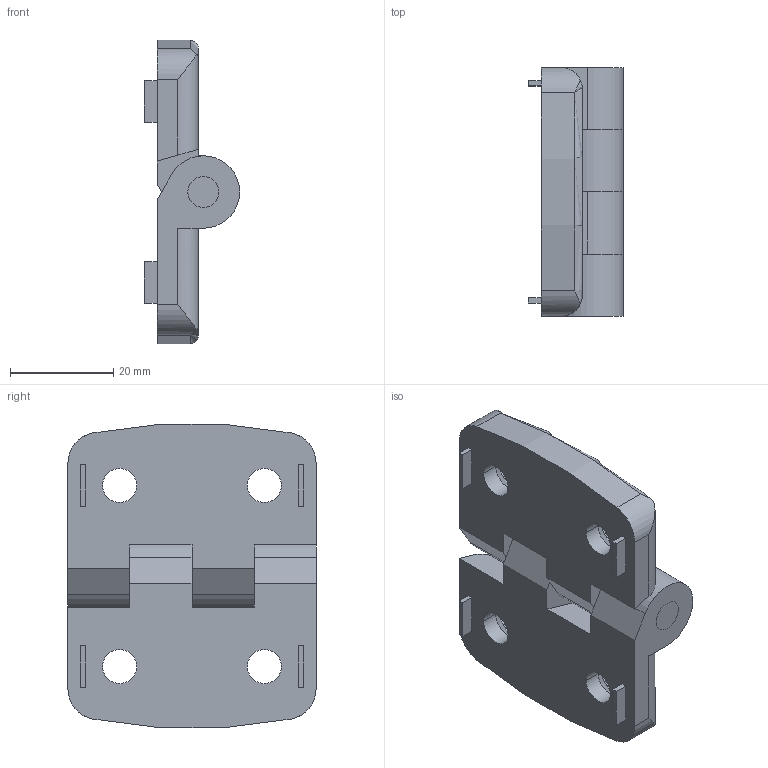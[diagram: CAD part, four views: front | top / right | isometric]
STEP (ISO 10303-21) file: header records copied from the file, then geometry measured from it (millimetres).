
FILE_DESCRIPTION((''),'2;1');
FILE_NAME('12102_TECAJ_PA_30X30_ASM','2022-09-19T08:00:24',('PredragRovcanin'),('Audax d.o.o.'),'CREO PARAMETRIC BY PTC INC, 2020281','CREO PARAMETRIC BY PTC INC, 2020281','');
FILE_SCHEMA(('AP242_MANAGED_MODEL_BASED_3D_ENGINEERING_MIM_LF { 1 0 10303 442 1 1 4 }'));
Length unit declared in the file: millimetre
Products named in the file (3): 12102_TECAJ_PA_30X30_A; 12102_TECAJ_PA_30X30_B; 12102_TECAJ_PA_30X30_ASM
Assembly tree (3 placements, depth 2):
  12102_TECAJ_PA_30X30_ASM
    12102_TECAJ_PA_30X30_A  x2
    12102_TECAJ_PA_30X30_B
Bounding box: 18.4 x 48 x 58.59 mm (x, y, z)
Volume: 22311 mm3; surface area: 11276.6 mm2
Topology: 3 solids, 3 shells, 98 faces, 281 edges, 210 vertices
Faces by surface type: plane 48, cylinder 40, cone 8, torus 2
Entity records: 3368 total; most frequent: CARTESIAN_POINT 410, DIRECTION 339, COLOUR_RGB 322, ORIENTED_EDGE 266, PRESENTATION_STYLE_ASSIGNMENT 172, STYLED_ITEM 172, CURVE_STYLE 170, EDGE_CURVE 133
